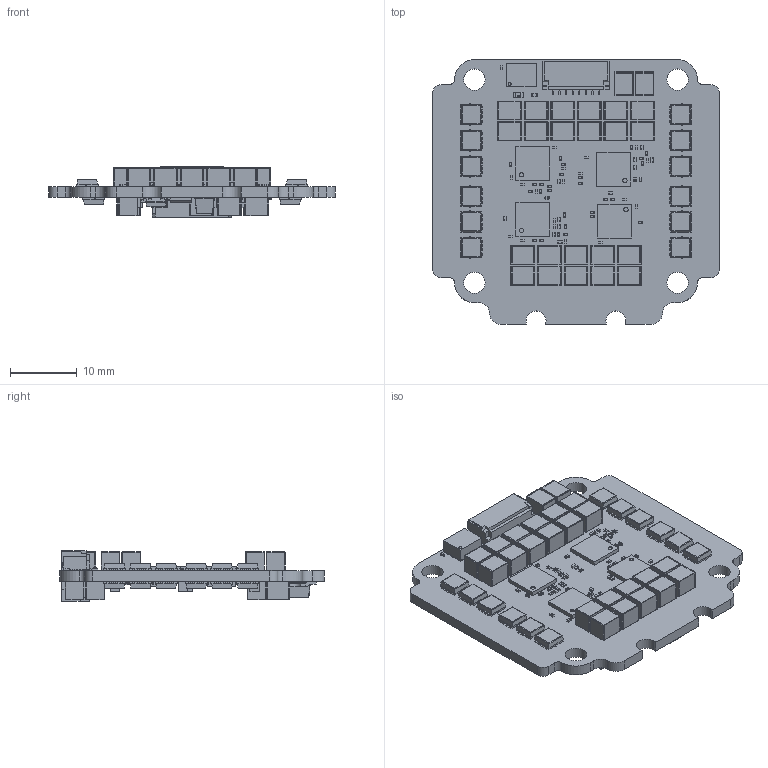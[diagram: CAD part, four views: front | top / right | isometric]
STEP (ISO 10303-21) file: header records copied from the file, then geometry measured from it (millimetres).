
FILE_DESCRIPTION(('Open CASCADE Model'),'2;1');
FILE_NAME('Open CASCADE Shape Model','2024-07-14T18:29:32',('Author'),( 'Open CASCADE'),'Open CASCADE STEP processor 7.5','Open CASCADE 7.5' ,'Unknown');
FILE_SCHEMA(('AUTOMOTIVE_DESIGN { 1 0 10303 214 1 1 1 1 }'));
Length unit declared in the file: millimetre
Products named in the file (335): PCB; BoardARK_4_IN_1_ESC; Open CASCADE STEP translator 7.5 1.1.1; C26ARK_4_IN_1_ESC; 6396982960; Terminal; Open CASCADE STEP translator 6.8 3.1.1; Open CASCADE STEP translator 6.8 3.1.2; Mid_Body; Open CASCADE STEP translator 6.8 3.2.1; C25ARK_4_IN_1_ESC; 0402 cap; C12ARK_4_IN_1_ESC; SW3dPS-0603 SMD Capacitor; U4ARK_4_IN_1_ESC; TPSM365R15RDNR; R25ARK_4_IN_1_ESC; 6396986160; Open CASCADE STEP translator 6.8 5.2.1; Mark; D11ARK_4_IN_1_ESC; UDFN10P50_250X100X55L35X20N; D9ARK_4_IN_1_ESC; D8ARK_4_IN_1_ESC; D7ARK_4_IN_1_ESC; Q2_A3ARK_4_IN_1_ESC; SIS468DN-T1-GE3--3DModel-STEP-56544; Q6_A4ARK_4_IN_1_ESC; Q6_A3ARK_4_IN_1_ESC; Q6_A2ARK_4_IN_1_ESC; Q6_A1ARK_4_IN_1_ESC; Q5_A4ARK_4_IN_1_ESC; Q5_A3ARK_4_IN_1_ESC; Q5_A2ARK_4_IN_1_ESC; Q5_A1ARK_4_IN_1_ESC; Q4_A4ARK_4_IN_1_ESC; Q4_A3ARK_4_IN_1_ESC; Q4_A2ARK_4_IN_1_ESC; Q4_A1ARK_4_IN_1_ESC; C50ARK_4_IN_1_ESC ...
Assembly tree (685 placements, depth 5):
  PCB
    BoardARK_4_IN_1_ESC
      Open CASCADE STEP translator 7.5 1.1.1
    C26ARK_4_IN_1_ESC
      6396982960
        Terminal
          Open CASCADE STEP translator 6.8 3.1.1
          Open CASCADE STEP translator 6.8 3.1.2
        Mid_Body
          Open CASCADE STEP translator 6.8 3.2.1
    C25ARK_4_IN_1_ESC
      0402 cap
    C12ARK_4_IN_1_ESC
      SW3dPS-0603 SMD Capacitor
    U4ARK_4_IN_1_ESC
      TPSM365R15RDNR
    R25ARK_4_IN_1_ESC
      6396986160
        Mid_Body
        Terminal  x2
          Open CASCADE STEP translator 6.8 5.2.1
        Mark
    D11ARK_4_IN_1_ESC
      UDFN10P50_250X100X55L35X20N
    D9ARK_4_IN_1_ESC
      UDFN10P50_250X100X55L35X20N
    D8ARK_4_IN_1_ESC
      UDFN10P50_250X100X55L35X20N
    D7ARK_4_IN_1_ESC
      UDFN10P50_250X100X55L35X20N
    Q2_A3ARK_4_IN_1_ESC
      SIS468DN-T1-GE3--3DModel-STEP-56544
    Q6_A4ARK_4_IN_1_ESC
      SIS468DN-T1-GE3--3DModel-STEP-56544
    Q6_A3ARK_4_IN_1_ESC
      SIS468DN-T1-GE3--3DModel-STEP-56544
    Q6_A2ARK_4_IN_1_ESC
      SIS468DN-T1-GE3--3DModel-STEP-56544
    Q6_A1ARK_4_IN_1_ESC
      SIS468DN-T1-GE3--3DModel-STEP-56544
    Q5_A4ARK_4_IN_1_ESC
      SIS468DN-T1-GE3--3DModel-STEP-56544
    Q5_A3ARK_4_IN_1_ESC
      SIS468DN-T1-GE3--3DModel-STEP-56544
    Q5_A2ARK_4_IN_1_ESC
      SIS468DN-T1-GE3--3DModel-STEP-56544
    Q5_A1ARK_4_IN_1_ESC
      SIS468DN-T1-GE3--3DModel-STEP-56544
    Q4_A4ARK_4_IN_1_ESC
      SIS468DN-T1-GE3--3DModel-STEP-56544
    Q4_A3ARK_4_IN_1_ESC
      SIS468DN-T1-GE3--3DModel-STEP-56544
    Q4_A2ARK_4_IN_1_ESC
      SIS468DN-T1-GE3--3DModel-STEP-56544
    Q4_A1ARK_4_IN_1_ESC
      SIS468DN-T1-GE3--3DModel-STEP-56544
    C50ARK_4_IN_1_ESC
      6637287760
        Terminal
          Open CASCADE STEP translator 6.8 3.1.1
Bounding box: 43 x 39.75 x 7.55 mm (x, y, z)
Volume: 4089.4 mm3; surface area: 9501.2 mm2
Topology: 1005 solids, 1013 shells, 13071 faces, 29769 edges, 18086 vertices
Faces by surface type: plane 10461, cylinder 1715, sphere 680, bspline 207, torus 8
Full cylindrical faces by diameter (mm): 0.512 x4, 0.637 x4, 3.2 x4
Entity records: 63636 total; most frequent: CARTESIAN_POINT 12620, DIRECTION 9479, ORIENTED_EDGE 8299, EDGE_CURVE 4152, LINE 3403, VECTOR 3403, AXIS2_PLACEMENT_3D 3038, VERTEX_POINT 2627
